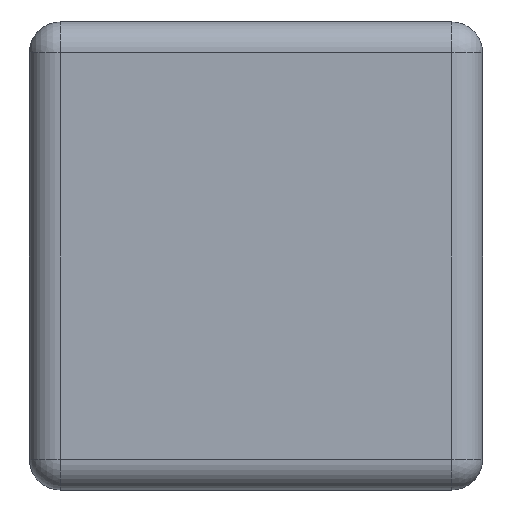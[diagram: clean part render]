
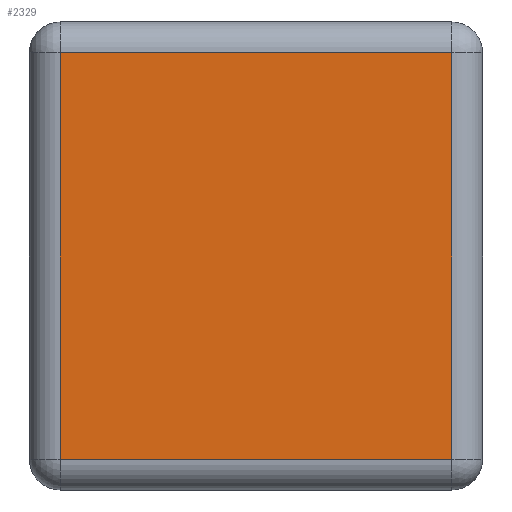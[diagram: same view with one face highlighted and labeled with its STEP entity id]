
A CAD part, left-side view. The second image highlights one B-rep face of the part: STEP entity #2329.
In plain terms, the highlighted face is planar.
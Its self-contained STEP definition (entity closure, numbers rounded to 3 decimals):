
#54 = CARTESIAN_POINT ( 'NONE',  ( 0.1, 0.062, -0.888 ) ) ;
#85 = EDGE_CURVE ( 'NONE', #3263, #1959, #3433, .T. ) ;
#371 = CARTESIAN_POINT ( 'NONE',  ( 0.1, 0.062, -0.062 ) ) ;
#501 = AXIS2_PLACEMENT_3D ( 'NONE', #1944, #1577, #1975 ) ;
#640 = FACE_OUTER_BOUND ( 'NONE', #1362, .T. ) ;
#814 = ORIENTED_EDGE ( 'NONE', *, *, #4047, .T. ) ;
#1283 = PLANE ( 'NONE',  #501 ) ;
#1285 = EDGE_CURVE ( 'NONE', #3313, #3263, #4009, .T. ) ;
#1362 = EDGE_LOOP ( 'NONE', ( #2786, #814, #3410, #2412 ) ) ;
#1577 = DIRECTION ( 'NONE',  ( -1., 0., 0. ) ) ;
#1596 = CARTESIAN_POINT ( 'NONE',  ( 0.1, 0., -0.888 ) ) ;
#1602 = LINE ( 'NONE', #1596, #3235 ) ;
#1677 = CARTESIAN_POINT ( 'NONE',  ( 0.1, 0.857, -0.062 ) ) ;
#1944 = CARTESIAN_POINT ( 'NONE',  ( 0.1, 0., 0. ) ) ;
#1959 = VERTEX_POINT ( 'NONE', #371 ) ;
#1975 = DIRECTION ( 'NONE',  ( 0., 0., 1. ) ) ;
#2008 = CARTESIAN_POINT ( 'NONE',  ( 0.1, 0.062, 0. ) ) ;
#2329 = ADVANCED_FACE ( 'NONE', ( #640 ), #1283, .F. ) ;
#2412 = ORIENTED_EDGE ( 'NONE', *, *, #85, .T. ) ;
#2638 = CARTESIAN_POINT ( 'NONE',  ( 0.1, 0.857, 0. ) ) ;
#2680 = DIRECTION ( 'NONE',  ( 0., -1., 0. ) ) ;
#2786 = ORIENTED_EDGE ( 'NONE', *, *, #4446, .T. ) ;
#2826 = CARTESIAN_POINT ( 'NONE',  ( 0.1, 0.857, -0.887 ) ) ;
#3032 = DIRECTION ( 'NONE',  ( 0., 1., 0. ) ) ;
#3065 = VECTOR ( 'NONE', #4052, 1000. ) ;
#3235 = VECTOR ( 'NONE', #3032, 1000. ) ;
#3263 = VERTEX_POINT ( 'NONE', #1677 ) ;
#3313 = VERTEX_POINT ( 'NONE', #2826 ) ;
#3401 = CARTESIAN_POINT ( 'NONE',  ( 0.1, 0., -0.062 ) ) ;
#3410 = ORIENTED_EDGE ( 'NONE', *, *, #1285, .T. ) ;
#3433 = LINE ( 'NONE', #3401, #3744 ) ;
#3524 = VERTEX_POINT ( 'NONE', #54 ) ;
#3744 = VECTOR ( 'NONE', #2680, 1000. ) ;
#4009 = LINE ( 'NONE', #2638, #3065 ) ;
#4047 = EDGE_CURVE ( 'NONE', #3524, #3313, #1602, .T. ) ;
#4052 = DIRECTION ( 'NONE',  ( 0., 0., 1. ) ) ;
#4131 = VECTOR ( 'NONE', #4188, 1000. ) ;
#4188 = DIRECTION ( 'NONE',  ( 0., 0., -1. ) ) ;
#4252 = LINE ( 'NONE', #2008, #4131 ) ;
#4446 = EDGE_CURVE ( 'NONE', #1959, #3524, #4252, .T. ) ;
